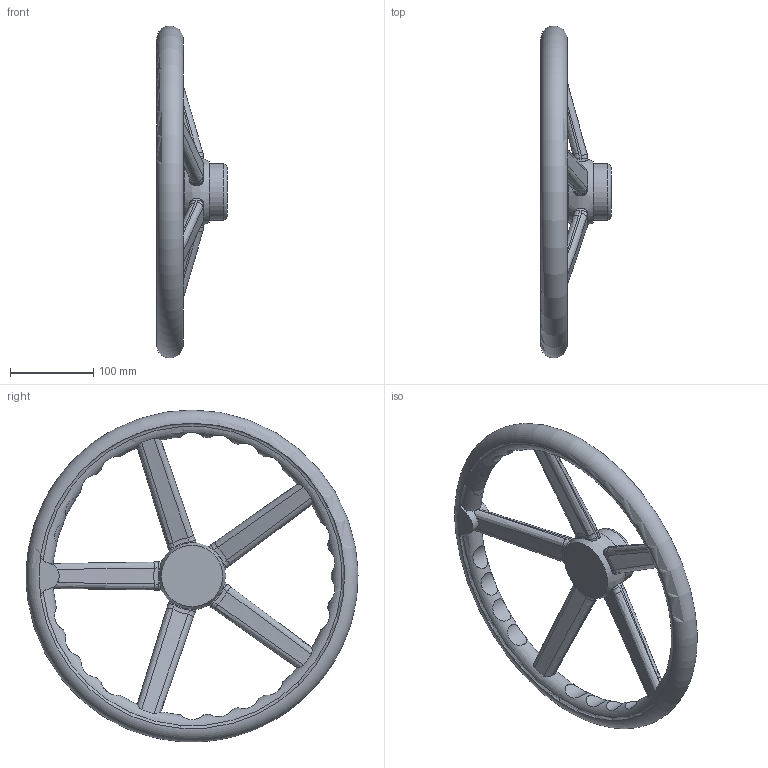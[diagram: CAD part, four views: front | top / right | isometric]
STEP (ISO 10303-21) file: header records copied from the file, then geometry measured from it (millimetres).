
FILE_DESCRIPTION(/* description */ (''),/* implementation_level */ '2;1');
FILE_NAME(/* name */ 'PN400',/* time_stamp */ '2012-11-23T17:34:53+08:00',/* author */ (''),/* organization */ (''),/* preprocessor_version */ 'ST-DEVELOPER v9',/* originating_system */ 'UGS - NX 4.0',/* authorisation */ '');
FILE_SCHEMA (('CONFIG_CONTROL_DESIGN'));
Length unit declared in the file: millimetre
Products named in the file (1): Admi7E07xp9y
Bounding box: 85 x 399.99 x 399.99 mm (x, y, z)
Volume: 1392341.8 mm3; surface area: 189582.1 mm2
Topology: 1 solids, 3 shells, 156 faces, 363 edges, 230 vertices
Faces by surface type: bspline 51, cylinder 47, plane 25, torus 23, cone 10
Full cylindrical faces by diameter (mm): 68 x1
Entity records: 6046 total; most frequent: CARTESIAN_POINT 2950, ORIENTED_EDGE 706, DIRECTION 474, EDGE_CURVE 353, VERTEX_POINT 226, AXIS2_PLACEMENT_3D 215, B_SPLINE_CURVE_WITH_KNOTS 198, EDGE_LOOP 189
